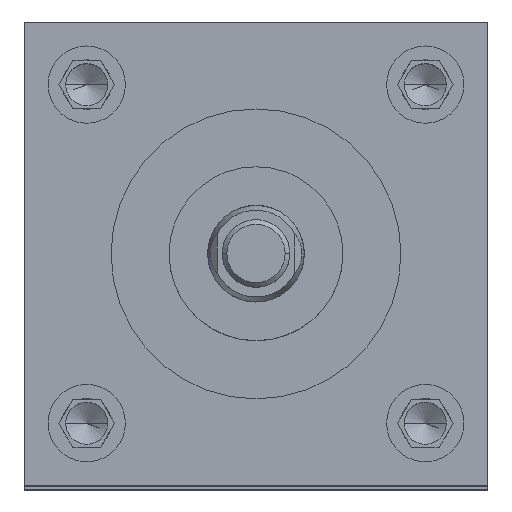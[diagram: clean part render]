
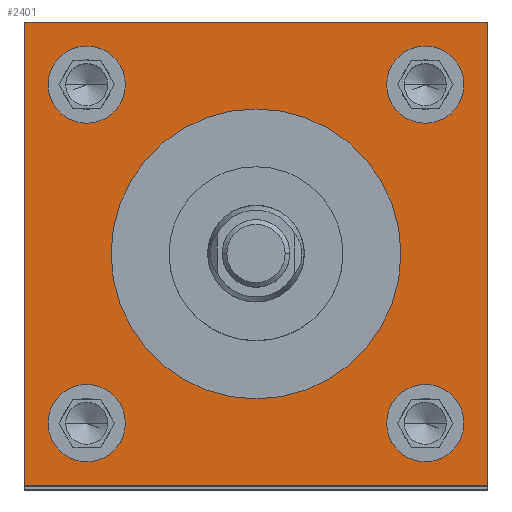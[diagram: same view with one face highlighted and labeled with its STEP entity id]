
A CAD part, top view. The second image highlights one B-rep face of the part: STEP entity #2401.
In plain terms, the highlighted planar face has unit normal (0, 0, 1).
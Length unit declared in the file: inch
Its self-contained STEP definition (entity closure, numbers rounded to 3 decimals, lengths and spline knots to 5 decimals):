
#247 = DIRECTION ( 'NONE',  ( 0., -1., 0. ) ) ;
#300 = CARTESIAN_POINT ( 'NONE',  ( 1.095, -1.095, 15.75 ) ) ;
#319 = DIRECTION ( 'NONE',  ( 0., 1., 0. ) ) ;
#339 = VERTEX_POINT ( 'NONE', #3194 ) ;
#351 = ORIENTED_EDGE ( 'NONE', *, *, #2529, .F. ) ;
#371 = FACE_BOUND ( 'NONE', #2068, .T. ) ;
#392 = CARTESIAN_POINT ( 'NONE',  ( 1.5, -1.5, 15.75 ) ) ;
#408 = CARTESIAN_POINT ( 'NONE',  ( 0.845, 1.095, 15.75 ) ) ;
#409 = AXIS2_PLACEMENT_3D ( 'NONE', #5859, #5759, #6245 ) ;
#457 = EDGE_CURVE ( 'NONE', #3121, #7075, #4846, .T. ) ;
#575 = CARTESIAN_POINT ( 'NONE',  ( -1.095, 1.095, 15.75 ) ) ;
#594 = CARTESIAN_POINT ( 'NONE',  ( -1.095, -1.095, 15.75 ) ) ;
#672 = DIRECTION ( 'NONE',  ( 1., 0., 0. ) ) ;
#812 = CARTESIAN_POINT ( 'NONE',  ( -1.5, -1.5, 15.75 ) ) ;
#852 = ORIENTED_EDGE ( 'NONE', *, *, #5010, .F. ) ;
#917 = LINE ( 'NONE', #392, #3511 ) ;
#1037 = CARTESIAN_POINT ( 'NONE',  ( -1.5, 1.5, 15.75 ) ) ;
#1108 = VERTEX_POINT ( 'NONE', #4018 ) ;
#1147 = CARTESIAN_POINT ( 'NONE',  ( -1.345, 1.095, 15.75 ) ) ;
#1240 = ORIENTED_EDGE ( 'NONE', *, *, #4200, .F. ) ;
#1262 = ORIENTED_EDGE ( 'NONE', *, *, #2616, .T. ) ;
#1287 = CARTESIAN_POINT ( 'NONE',  ( -1.095, -1.095, 15.75 ) ) ;
#1369 = VERTEX_POINT ( 'NONE', #408 ) ;
#1382 = PLANE ( 'NONE',  #7066 ) ;
#1595 = DIRECTION ( 'NONE',  ( 0., 0., 1. ) ) ;
#1657 = EDGE_CURVE ( 'NONE', #1369, #4229, #5468, .T. ) ;
#1725 = VERTEX_POINT ( 'NONE', #2463 ) ;
#1763 = DIRECTION ( 'NONE',  ( 0., 0., 1. ) ) ;
#1797 = AXIS2_PLACEMENT_3D ( 'NONE', #5424, #2650, #6554 ) ;
#1801 = EDGE_CURVE ( 'NONE', #4872, #3462, #2094, .T. ) ;
#1999 = EDGE_LOOP ( 'NONE', ( #351, #2051 ) ) ;
#2006 = ORIENTED_EDGE ( 'NONE', *, *, #5216, .F. ) ;
#2013 = VECTOR ( 'NONE', #5870, 39.37008 ) ;
#2051 = ORIENTED_EDGE ( 'NONE', *, *, #1657, .F. ) ;
#2068 = EDGE_LOOP ( 'NONE', ( #6987, #7074 ) ) ;
#2094 = CIRCLE ( 'NONE', #5350, 0.25 ) ;
#2095 = CIRCLE ( 'NONE', #6142, 0.25 ) ;
#2100 = DIRECTION ( 'NONE',  ( 1., 0., 0. ) ) ;
#2121 = LINE ( 'NONE', #1037, #5490 ) ;
#2217 = CARTESIAN_POINT ( 'NONE',  ( 0.9375, 0., 15.75 ) ) ;
#2288 = DIRECTION ( 'NONE',  ( 0., 0., 1. ) ) ;
#2300 = CARTESIAN_POINT ( 'NONE',  ( 1.5, 1.5, 15.75 ) ) ;
#2373 = EDGE_LOOP ( 'NONE', ( #1240, #4743 ) ) ;
#2401 = ADVANCED_FACE ( 'NONE', ( #4090, #6319, #4646, #371, #5193, #4793 ), #1382, .F. ) ;
#2463 = CARTESIAN_POINT ( 'NONE',  ( -1.5, 1.5, 15.75 ) ) ;
#2529 = EDGE_CURVE ( 'NONE', #4229, #1369, #2809, .T. ) ;
#2616 = EDGE_CURVE ( 'NONE', #6232, #1725, #2121, .T. ) ;
#2650 = DIRECTION ( 'NONE',  ( 0., 0., 1. ) ) ;
#2809 = CIRCLE ( 'NONE', #409, 0.25 ) ;
#2925 = DIRECTION ( 'NONE',  ( 0., 0., 1. ) ) ;
#2940 = AXIS2_PLACEMENT_3D ( 'NONE', #594, #3323, #6041 ) ;
#2986 = CARTESIAN_POINT ( 'NONE',  ( 0.845, -1.095, 15.75 ) ) ;
#2998 = EDGE_CURVE ( 'NONE', #3462, #4872, #4958, .T. ) ;
#3121 = VERTEX_POINT ( 'NONE', #6692 ) ;
#3152 = CARTESIAN_POINT ( 'NONE',  ( 1.095, -1.095, 15.75 ) ) ;
#3181 = DIRECTION ( 'NONE',  ( 1., 0., 0. ) ) ;
#3194 = CARTESIAN_POINT ( 'NONE',  ( 1.345, -1.095, 15.75 ) ) ;
#3323 = DIRECTION ( 'NONE',  ( 0., 0., 1. ) ) ;
#3372 = ORIENTED_EDGE ( 'NONE', *, *, #4330, .T. ) ;
#3454 = CARTESIAN_POINT ( 'NONE',  ( 1.095, 1.095, 15.75 ) ) ;
#3462 = VERTEX_POINT ( 'NONE', #7045 ) ;
#3511 = VECTOR ( 'NONE', #319, 39.37008 ) ;
#3519 = CIRCLE ( 'NONE', #4104, 0.25 ) ;
#3577 = CARTESIAN_POINT ( 'NONE',  ( -0.845, -1.095, 15.75 ) ) ;
#3592 = CARTESIAN_POINT ( 'NONE',  ( -0.9375, 0., 15.75 ) ) ;
#3593 = EDGE_LOOP ( 'NONE', ( #2006, #6695 ) ) ;
#3738 = DIRECTION ( 'NONE',  ( 0., 0., 1. ) ) ;
#3739 = AXIS2_PLACEMENT_3D ( 'NONE', #1287, #2925, #6715 ) ;
#3751 = ORIENTED_EDGE ( 'NONE', *, *, #4800, .F. ) ;
#3845 = VECTOR ( 'NONE', #247, 39.37008 ) ;
#3952 = AXIS2_PLACEMENT_3D ( 'NONE', #3454, #2288, #5568 ) ;
#4000 = AXIS2_PLACEMENT_3D ( 'NONE', #7077, #1763, #672 ) ;
#4018 = CARTESIAN_POINT ( 'NONE',  ( -1.345, -1.095, 15.75 ) ) ;
#4066 = EDGE_CURVE ( 'NONE', #5890, #6979, #4713, .T. ) ;
#4090 = FACE_BOUND ( 'NONE', #2373, .T. ) ;
#4104 = AXIS2_PLACEMENT_3D ( 'NONE', #300, #5935, #3181 ) ;
#4200 = EDGE_CURVE ( 'NONE', #339, #6805, #2095, .T. ) ;
#4210 = AXIS2_PLACEMENT_3D ( 'NONE', #5545, #5471, #4867 ) ;
#4229 = VERTEX_POINT ( 'NONE', #5949 ) ;
#4326 = CIRCLE ( 'NONE', #4210, 0.9375 ) ;
#4330 = EDGE_CURVE ( 'NONE', #7075, #6232, #917, .T. ) ;
#4637 = CARTESIAN_POINT ( 'NONE',  ( 1.5, -1.5, 15.75 ) ) ;
#4646 = FACE_BOUND ( 'NONE', #6329, .T. ) ;
#4713 = CIRCLE ( 'NONE', #4000, 0.9375 ) ;
#4718 = CARTESIAN_POINT ( 'NONE',  ( -1.5, 1.5, 15.75 ) ) ;
#4743 = ORIENTED_EDGE ( 'NONE', *, *, #6338, .F. ) ;
#4765 = CARTESIAN_POINT ( 'NONE',  ( -1.5, -1.5, 15.75 ) ) ;
#4793 = FACE_OUTER_BOUND ( 'NONE', #5684, .T. ) ;
#4800 = EDGE_CURVE ( 'NONE', #1108, #6352, #6378, .T. ) ;
#4846 = LINE ( 'NONE', #4765, #2013 ) ;
#4867 = DIRECTION ( 'NONE',  ( 1., 0., 0. ) ) ;
#4872 = VERTEX_POINT ( 'NONE', #1147 ) ;
#4945 = DIRECTION ( 'NONE',  ( -1., 0., 0. ) ) ;
#4958 = CIRCLE ( 'NONE', #1797, 0.25 ) ;
#5010 = EDGE_CURVE ( 'NONE', #6352, #1108, #6845, .T. ) ;
#5193 = FACE_BOUND ( 'NONE', #3593, .T. ) ;
#5216 = EDGE_CURVE ( 'NONE', #6979, #5890, #4326, .T. ) ;
#5350 = AXIS2_PLACEMENT_3D ( 'NONE', #575, #1595, #6476 ) ;
#5424 = CARTESIAN_POINT ( 'NONE',  ( -1.095, 1.095, 15.75 ) ) ;
#5468 = CIRCLE ( 'NONE', #3952, 0.25 ) ;
#5471 = DIRECTION ( 'NONE',  ( 0., 0., 1. ) ) ;
#5490 = VECTOR ( 'NONE', #4945, 39.37008 ) ;
#5545 = CARTESIAN_POINT ( 'NONE',  ( 0., 0., 15.75 ) ) ;
#5568 = DIRECTION ( 'NONE',  ( 1., 0., 0. ) ) ;
#5639 = LINE ( 'NONE', #812, #3845 ) ;
#5684 = EDGE_LOOP ( 'NONE', ( #5897, #6026, #3372, #1262 ) ) ;
#5759 = DIRECTION ( 'NONE',  ( 0., 0., 1. ) ) ;
#5825 = DIRECTION ( 'NONE',  ( -1., 0., 0. ) ) ;
#5859 = CARTESIAN_POINT ( 'NONE',  ( 1.095, 1.095, 15.75 ) ) ;
#5870 = DIRECTION ( 'NONE',  ( 1., 0., 0. ) ) ;
#5890 = VERTEX_POINT ( 'NONE', #3592 ) ;
#5897 = ORIENTED_EDGE ( 'NONE', *, *, #7134, .T. ) ;
#5935 = DIRECTION ( 'NONE',  ( 0., 0., 1. ) ) ;
#5949 = CARTESIAN_POINT ( 'NONE',  ( 1.345, 1.095, 15.75 ) ) ;
#6026 = ORIENTED_EDGE ( 'NONE', *, *, #457, .T. ) ;
#6041 = DIRECTION ( 'NONE',  ( 1., 0., 0. ) ) ;
#6142 = AXIS2_PLACEMENT_3D ( 'NONE', #3152, #3738, #2100 ) ;
#6232 = VERTEX_POINT ( 'NONE', #2300 ) ;
#6245 = DIRECTION ( 'NONE',  ( 1., 0., 0. ) ) ;
#6319 = FACE_BOUND ( 'NONE', #1999, .T. ) ;
#6329 = EDGE_LOOP ( 'NONE', ( #852, #3751 ) ) ;
#6338 = EDGE_CURVE ( 'NONE', #6805, #339, #3519, .T. ) ;
#6352 = VERTEX_POINT ( 'NONE', #3577 ) ;
#6378 = CIRCLE ( 'NONE', #2940, 0.25 ) ;
#6476 = DIRECTION ( 'NONE',  ( 1., 0., 0. ) ) ;
#6554 = DIRECTION ( 'NONE',  ( 1., 0., 0. ) ) ;
#6692 = CARTESIAN_POINT ( 'NONE',  ( -1.5, -1.5, 15.75 ) ) ;
#6695 = ORIENTED_EDGE ( 'NONE', *, *, #4066, .F. ) ;
#6715 = DIRECTION ( 'NONE',  ( 1., 0., 0. ) ) ;
#6805 = VERTEX_POINT ( 'NONE', #2986 ) ;
#6818 = DIRECTION ( 'NONE',  ( 0., 0., -1. ) ) ;
#6845 = CIRCLE ( 'NONE', #3739, 0.25 ) ;
#6979 = VERTEX_POINT ( 'NONE', #2217 ) ;
#6987 = ORIENTED_EDGE ( 'NONE', *, *, #2998, .F. ) ;
#7045 = CARTESIAN_POINT ( 'NONE',  ( -0.845, 1.095, 15.75 ) ) ;
#7066 = AXIS2_PLACEMENT_3D ( 'NONE', #4718, #6818, #5825 ) ;
#7074 = ORIENTED_EDGE ( 'NONE', *, *, #1801, .F. ) ;
#7075 = VERTEX_POINT ( 'NONE', #4637 ) ;
#7077 = CARTESIAN_POINT ( 'NONE',  ( 0., 0., 15.75 ) ) ;
#7134 = EDGE_CURVE ( 'NONE', #1725, #3121, #5639, .T. ) ;
